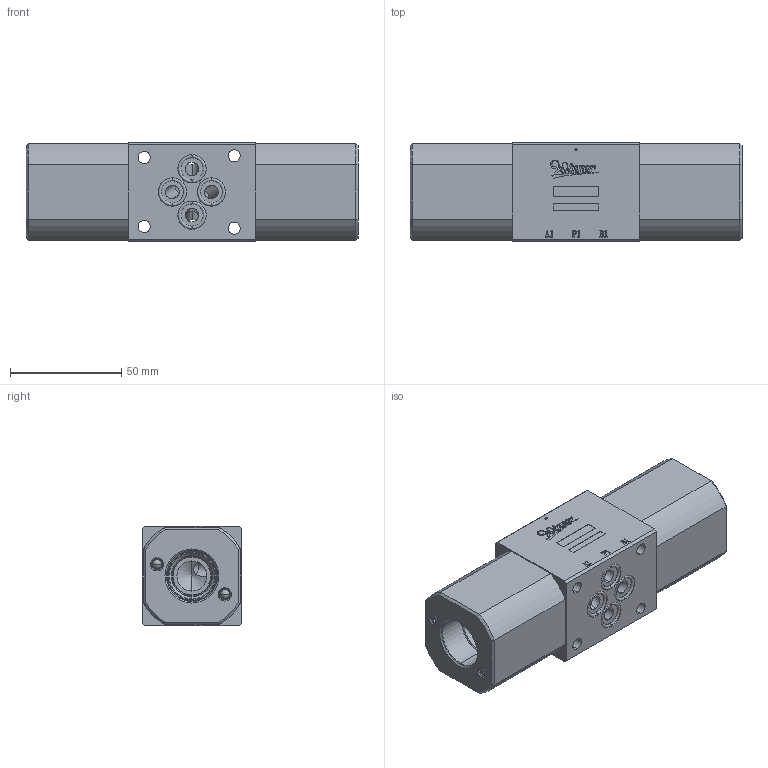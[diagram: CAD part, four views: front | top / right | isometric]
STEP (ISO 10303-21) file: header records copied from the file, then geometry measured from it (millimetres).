
FILE_DESCRIPTION (( 'STEP AP203' ), '1' );
FILE_NAME ('MH03CDT-21A4-21A4-Z01.STEP', '2025-01-10T00:16:48', ( 'user' ), ( '' ), 'SwSTEP 2.0', 'SolidWorks 2018', '' );
FILE_SCHEMA (( 'CONFIG_CONTROL_DESIGN' ));
Length unit declared in the file: millimetre
Products named in the file (4): 6EC03040CDTXXA001; 4KAA012AA001_W3046用; MH03CDT-21A4-21A4-Z01; 5DBL05Z001_組合用
Assembly tree (9 placements, depth 2):
  MH03CDT-21A4-21A4-Z01
    4KAA012AA001_W3046用  x4
    5DBL05Z001_組合用  x4
    6EC03040CDTXXA001
Bounding box: 149.2 x 44.55 x 44.5 mm (x, y, z)
Volume: 216293 mm3; surface area: 48015.8 mm2
Topology: 13 solids, 13 shells, 742 faces, 1888 edges, 1190 vertices
Faces by surface type: cylinder 309, plane 207, cone 141, bspline 49, torus 28, sphere 8
Entity records: 21785 total; most frequent: CARTESIAN_POINT 6393, ORIENTED_EDGE 3168, DIRECTION 3045, EDGE_CURVE 1584, AXIS2_PLACEMENT_3D 1124, VERTEX_POINT 1016, LINE 797, VECTOR 797
